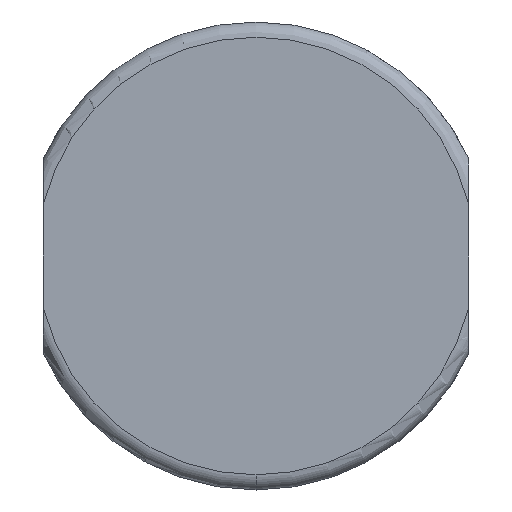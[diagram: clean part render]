
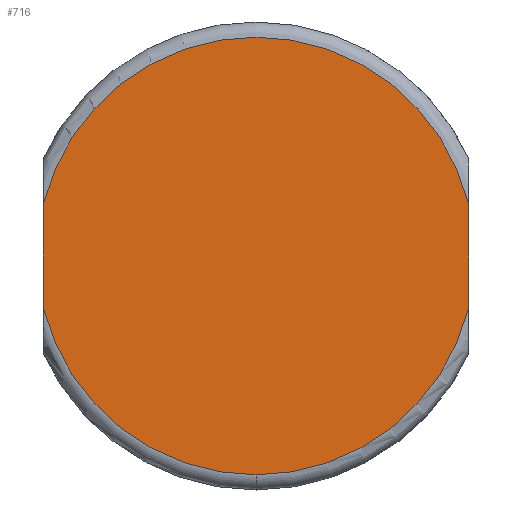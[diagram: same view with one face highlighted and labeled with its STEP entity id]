
A CAD part, front view. The second image highlights one B-rep face of the part: STEP entity #716.
In plain terms, the highlighted planar face has unit normal (0, -1, 0).
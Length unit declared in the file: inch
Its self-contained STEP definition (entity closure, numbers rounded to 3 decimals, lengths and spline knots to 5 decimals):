
#90 = DIRECTION ( 'NONE',  ( 0., 0., -1. ) ) ;
#102 = CARTESIAN_POINT ( 'NONE',  ( 1.75, 0., 0.42131 ) ) ;
#174 = EDGE_CURVE ( 'NONE', #2651, #1073, #2806, .T. ) ;
#200 = CARTESIAN_POINT ( 'NONE',  ( -1.75, 0., 0.42131 ) ) ;
#244 = EDGE_CURVE ( 'NONE', #1470, #929, #2155, .T. ) ;
#285 = CARTESIAN_POINT ( 'NONE',  ( 0., 0., 0. ) ) ;
#334 = EDGE_CURVE ( 'NONE', #2651, #2638, #1882, .T. ) ;
#349 = AXIS2_PLACEMENT_3D ( 'NONE', #1261, #1247, #790 ) ;
#382 = VECTOR ( 'NONE', #2730, 39.37008 ) ;
#507 = DIRECTION ( 'NONE',  ( 0., 0., -1. ) ) ;
#579 = CARTESIAN_POINT ( 'NONE',  ( 1.75, 0., -0.42131 ) ) ;
#620 = DIRECTION ( 'NONE',  ( 0., -1., 0. ) ) ;
#716 = ADVANCED_FACE ( 'NONE', ( #1913 ), #1699, .F. ) ;
#790 = DIRECTION ( 'NONE',  ( 0., 0., 1. ) ) ;
#920 = ORIENTED_EDGE ( 'NONE', *, *, #174, .T. ) ;
#929 = VERTEX_POINT ( 'NONE', #102 ) ;
#998 = CIRCLE ( 'NONE', #1937, 1.8 ) ;
#1012 = ORIENTED_EDGE ( 'NONE', *, *, #244, .T. ) ;
#1073 = VERTEX_POINT ( 'NONE', #2501 ) ;
#1247 = DIRECTION ( 'NONE',  ( 0., 1., 0. ) ) ;
#1261 = CARTESIAN_POINT ( 'NONE',  ( 0., 0., 0. ) ) ;
#1345 = EDGE_CURVE ( 'NONE', #1073, #1470, #998, .T. ) ;
#1353 = ORIENTED_EDGE ( 'NONE', *, *, #1583, .T. ) ;
#1409 = CARTESIAN_POINT ( 'NONE',  ( 1.75, 0., -1.6 ) ) ;
#1426 = DIRECTION ( 'NONE',  ( 0., -1., 0. ) ) ;
#1456 = DIRECTION ( 'NONE',  ( 0., 0., 1. ) ) ;
#1470 = VERTEX_POINT ( 'NONE', #579 ) ;
#1583 = EDGE_CURVE ( 'NONE', #929, #2638, #2805, .T. ) ;
#1584 = AXIS2_PLACEMENT_3D ( 'NONE', #1960, #620, #2173 ) ;
#1613 = ORIENTED_EDGE ( 'NONE', *, *, #1345, .T. ) ;
#1699 = PLANE ( 'NONE',  #349 ) ;
#1838 = DIRECTION ( 'NONE',  ( 0., -1., 0. ) ) ;
#1882 = LINE ( 'NONE', #2554, #2535 ) ;
#1885 = EDGE_LOOP ( 'NONE', ( #920, #1613, #1012, #1353, #2702 ) ) ;
#1913 = FACE_OUTER_BOUND ( 'NONE', #1885, .T. ) ;
#1937 = AXIS2_PLACEMENT_3D ( 'NONE', #2752, #1426, #90 ) ;
#1960 = CARTESIAN_POINT ( 'NONE',  ( 0., 0., 0. ) ) ;
#2155 = LINE ( 'NONE', #1409, #382 ) ;
#2173 = DIRECTION ( 'NONE',  ( 0., 0., -1. ) ) ;
#2302 = AXIS2_PLACEMENT_3D ( 'NONE', #285, #1838, #507 ) ;
#2501 = CARTESIAN_POINT ( 'NONE',  ( 0., 0., -1.8 ) ) ;
#2535 = VECTOR ( 'NONE', #1456, 39.37008 ) ;
#2554 = CARTESIAN_POINT ( 'NONE',  ( -1.75, 0., -1.6 ) ) ;
#2638 = VERTEX_POINT ( 'NONE', #200 ) ;
#2648 = CARTESIAN_POINT ( 'NONE',  ( -1.75, 0., -0.42131 ) ) ;
#2651 = VERTEX_POINT ( 'NONE', #2648 ) ;
#2702 = ORIENTED_EDGE ( 'NONE', *, *, #334, .F. ) ;
#2730 = DIRECTION ( 'NONE',  ( 0., 0., 1. ) ) ;
#2752 = CARTESIAN_POINT ( 'NONE',  ( 0., 0., 0. ) ) ;
#2805 = CIRCLE ( 'NONE', #1584, 1.8 ) ;
#2806 = CIRCLE ( 'NONE', #2302, 1.8 ) ;
